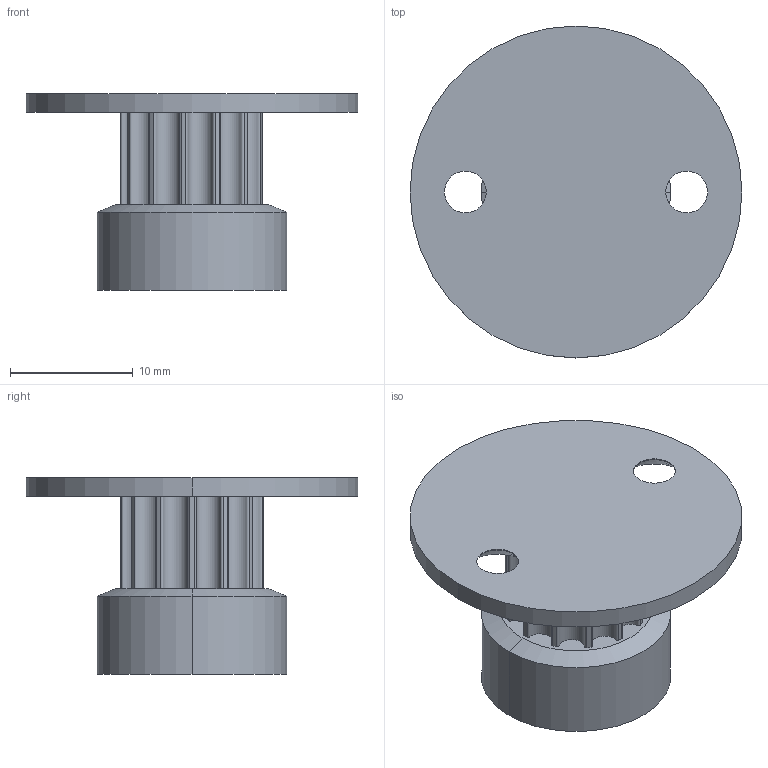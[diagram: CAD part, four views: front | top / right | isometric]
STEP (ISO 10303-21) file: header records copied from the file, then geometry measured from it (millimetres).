
FILE_DESCRIPTION (( 'STEP AP214' ), '1' );
FILE_NAME ('MirrorHTD (13 Teeth)1.STEP', '2023-12-11T13:50:18', ( '' ), ( '' ), 'SwSTEP 2.0', 'SolidWorks 2023', '' );
FILE_SCHEMA (( 'AUTOMOTIVE_DESIGN' ));
Length unit declared in the file: millimetre
Products named in the file (1): MirrorHTD (13 Teeth)1_GearTrax
Bounding box: 27 x 27 x 16 mm (x, y, z)
Volume: 2344.6 mm3; surface area: 2419 mm2
Topology: 1 solids, 1 shells, 47 faces, 120 edges, 78 vertices
Faces by surface type: cylinder 23, bspline 13, cone 6, plane 5
Entity records: 5551 total; most frequent: CARTESIAN_POINT 4419, ORIENTED_EDGE 240, DIRECTION 216, EDGE_CURVE 120, AXIS2_PLACEMENT_3D 87, VERTEX_POINT 78, EDGE_LOOP 54, CIRCLE 52
